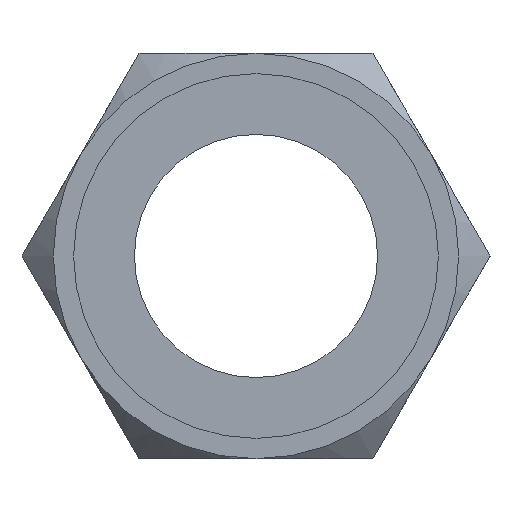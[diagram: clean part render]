
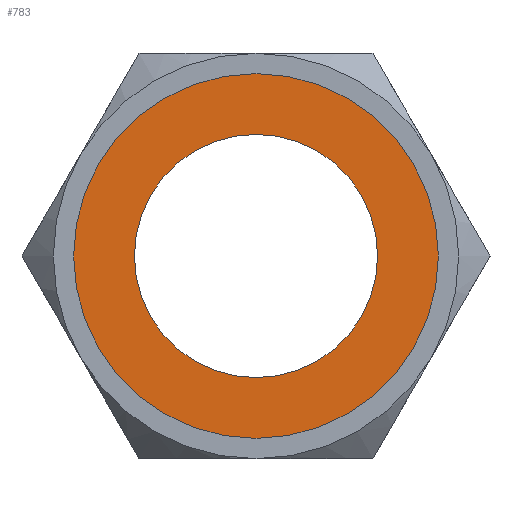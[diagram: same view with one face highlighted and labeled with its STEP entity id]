
A CAD part, left-side view. The second image highlights one B-rep face of the part: STEP entity #783.
In plain terms, the highlighted planar face has unit normal (-1, 0, 0).
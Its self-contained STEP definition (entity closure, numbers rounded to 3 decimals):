
#13 = EDGE_CURVE ( 'NONE', #2090, #575, #3758, .T. ) ;
#131 = AXIS2_PLACEMENT_3D ( 'NONE', #3103, #2569, #3563 ) ;
#224 = DIRECTION ( 'NONE',  ( 0., 0., -1. ) ) ;
#295 = CARTESIAN_POINT ( 'NONE',  ( 0., 0., -4.5 ) ) ;
#514 = CIRCLE ( 'NONE', #3850, 6.75 ) ;
#569 = EDGE_CURVE ( 'NONE', #3911, #5476, #514, .T. ) ;
#575 = VERTEX_POINT ( 'NONE', #3277 ) ;
#611 = CIRCLE ( 'NONE', #4424, 4.5 ) ;
#659 = DIRECTION ( 'NONE',  ( 0., 0., -1. ) ) ;
#783 = ADVANCED_FACE ( 'NONE', ( #4618, #5198 ), #4169, .F. ) ;
#863 = ORIENTED_EDGE ( 'NONE', *, *, #5577, .T. ) ;
#1085 = ORIENTED_EDGE ( 'NONE', *, *, #13, .T. ) ;
#1108 = CARTESIAN_POINT ( 'NONE',  ( 0., 0., 0. ) ) ;
#1185 = ORIENTED_EDGE ( 'NONE', *, *, #3334, .T. ) ;
#1624 = DIRECTION ( 'NONE',  ( 1., 0., 0. ) ) ;
#1904 = CARTESIAN_POINT ( 'NONE',  ( 0., 0., 0. ) ) ;
#1934 = DIRECTION ( 'NONE',  ( 0., 0., 1. ) ) ;
#2009 = CARTESIAN_POINT ( 'NONE',  ( 0., 0., -6.75 ) ) ;
#2090 = VERTEX_POINT ( 'NONE', #295 ) ;
#2569 = DIRECTION ( 'NONE',  ( -1., 0., 0. ) ) ;
#2912 = CARTESIAN_POINT ( 'NONE',  ( 0., 0., 0. ) ) ;
#3103 = CARTESIAN_POINT ( 'NONE',  ( 0., 0., 0. ) ) ;
#3159 = CARTESIAN_POINT ( 'NONE',  ( 0., 0., 6.75 ) ) ;
#3277 = CARTESIAN_POINT ( 'NONE',  ( 0., 0., 4.5 ) ) ;
#3334 = EDGE_CURVE ( 'NONE', #5476, #3911, #5440, .T. ) ;
#3336 = CARTESIAN_POINT ( 'NONE',  ( 0., 0., 0. ) ) ;
#3563 = DIRECTION ( 'NONE',  ( 0., 0., 1. ) ) ;
#3586 = EDGE_LOOP ( 'NONE', ( #863, #1085 ) ) ;
#3758 = CIRCLE ( 'NONE', #4992, 4.5 ) ;
#3760 = DIRECTION ( 'NONE',  ( 1., 0., 0. ) ) ;
#3850 = AXIS2_PLACEMENT_3D ( 'NONE', #3336, #5515, #1934 ) ;
#3911 = VERTEX_POINT ( 'NONE', #2009 ) ;
#4169 = PLANE ( 'NONE',  #4608 ) ;
#4172 = EDGE_LOOP ( 'NONE', ( #1185, #4331 ) ) ;
#4312 = DIRECTION ( 'NONE',  ( 1., 0., 0. ) ) ;
#4331 = ORIENTED_EDGE ( 'NONE', *, *, #569, .T. ) ;
#4424 = AXIS2_PLACEMENT_3D ( 'NONE', #1904, #3760, #5514 ) ;
#4608 = AXIS2_PLACEMENT_3D ( 'NONE', #1108, #4312, #659 ) ;
#4618 = FACE_BOUND ( 'NONE', #3586, .T. ) ;
#4992 = AXIS2_PLACEMENT_3D ( 'NONE', #2912, #1624, #224 ) ;
#5198 = FACE_OUTER_BOUND ( 'NONE', #4172, .T. ) ;
#5440 = CIRCLE ( 'NONE', #131, 6.75 ) ;
#5476 = VERTEX_POINT ( 'NONE', #3159 ) ;
#5514 = DIRECTION ( 'NONE',  ( 0., 0., -1. ) ) ;
#5515 = DIRECTION ( 'NONE',  ( -1., 0., 0. ) ) ;
#5577 = EDGE_CURVE ( 'NONE', #575, #2090, #611, .T. ) ;
